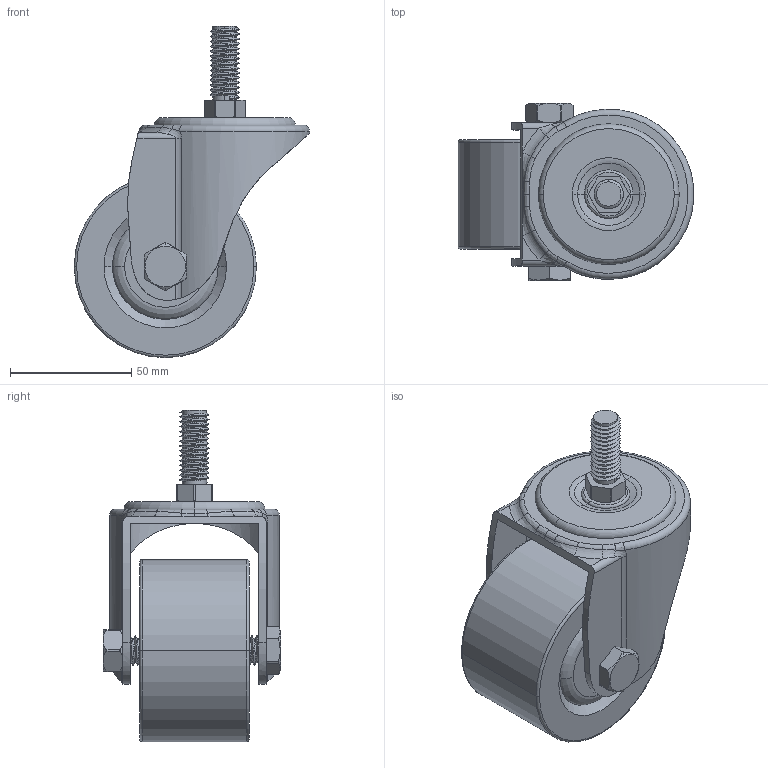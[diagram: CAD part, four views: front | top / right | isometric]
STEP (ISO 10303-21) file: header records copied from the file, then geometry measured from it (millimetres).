
FILE_DESCRIPTION((''),'2;1');
FILE_NAME('3CUN-DZX-LG_ASM','2021-03-27T',('Administrator'),(''),'PRO/ENGINEER BY PARAMETRIC TECHNOLOGY CORPORATION, 2013240','PRO/ENGINEER BY PARAMETRIC TECHNOLOGY CORPORATION, 2013240','');
FILE_SCHEMA(('CONFIG_CONTROL_DESIGN'));
Length unit declared in the file: millimetre
Products named in the file (7): LUNZI-75X45; 3CUN-ZTBAN-DIZX; LUODING-71; LUOMAO-20; 3CUN-DIBAN-YUAN; LUODING-38X17-; 3CUN-DZX-LG_ASM
Assembly tree (6 placements, depth 2):
  3CUN-DZX-LG_ASM
    LUNZI-75X45
    3CUN-ZTBAN-DIZX
    LUODING-71
    LUOMAO-20
    3CUN-DIBAN-YUAN
    LUODING-38X17-
Bounding box: 97 x 73 x 136.42 mm (x, y, z)
Volume: 245134.1 mm3; surface area: 57319.6 mm2
Topology: 6 solids, 6 shells, 272 faces, 719 edges, 464 vertices
Faces by surface type: cylinder 134, bspline 48, plane 47, torus 21, cone 19, extrusion 3
Entity records: 17510 total; most frequent: CARTESIAN_POINT 11317, ORIENTED_EDGE 1438, DIRECTION 996, EDGE_CURVE 719, VERTEX_POINT 464, AXIS2_PLACEMENT_3D 380, B_SPLINE_CURVE_WITH_KNOTS 343, EDGE_LOOP 285
